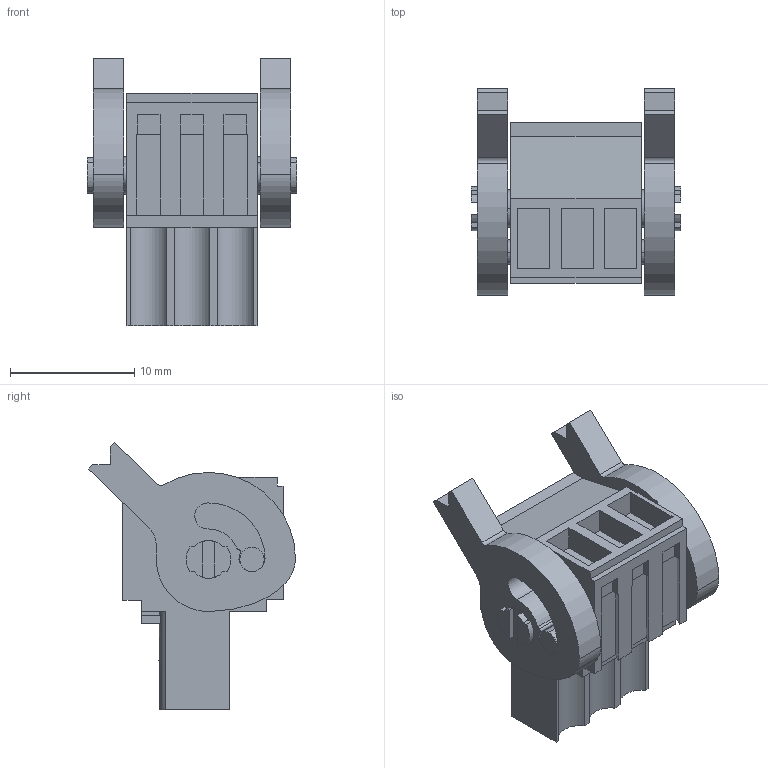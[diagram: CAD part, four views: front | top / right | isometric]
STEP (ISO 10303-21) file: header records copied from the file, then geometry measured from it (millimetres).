
FILE_DESCRIPTION(('CATIA V5 STEP Exchange','CAx-IF Rec.Pracs.--- Model Styling and Organization---1.2---2011-12-15'),'2;1');
FILE_NAME ('D1454445_0_1687660000_1687660000.stp','2017-04-25T12:24:42+00:00',('none'),('Weidmueller'),'CATIA Version 5-6 Release 2014','CATIA V5 STEP AP214','none');
FILE_SCHEMA(('AUTOMOTIVE_DESIGN { 1 0 10303 214 1 1 1 1 }'));
Length unit declared in the file: millimetre
Products named in the file (1): 1687660000
Bounding box: 16.9 x 16.66 x 21.53 mm (x, y, z)
Volume: 2093.2 mm3; surface area: 2334.1 mm2
Topology: 6 solids, 6 shells, 273 faces, 749 edges, 504 vertices
Faces by surface type: plane 217, cylinder 54, extrusion 2
Entity records: 8273 total; most frequent: CARTESIAN_POINT 1504, ORIENTED_EDGE 1498, DIRECTION 1171, EDGE_CURVE 749, VECTOR 595, LINE 593, VERTEX_POINT 504, AXIS2_PLACEMENT_3D 365
